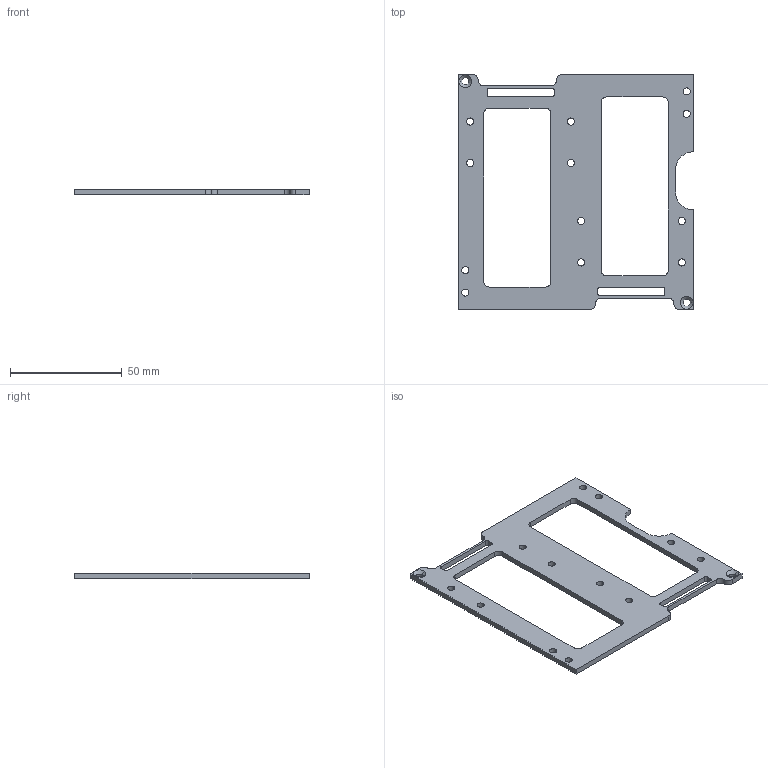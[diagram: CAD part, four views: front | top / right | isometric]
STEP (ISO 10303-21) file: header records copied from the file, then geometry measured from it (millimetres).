
FILE_DESCRIPTION (( 'STEP AP214' ), '1' );
FILE_NAME ('萇喀碟抯啣2.STEP', '2024-07-23T13:49:59', ( '' ), ( '' ), 'SwSTEP 2.0', 'SolidWorks 2021', '' );
FILE_SCHEMA (( 'AUTOMOTIVE_DESIGN' ));
Length unit declared in the file: millimetre
Products named in the file (1): 萇喀碟抯啣2
Bounding box: 105 x 105 x 2.5 mm (x, y, z)
Volume: 13364.2 mm3; surface area: 13560.9 mm2
Topology: 1 solids, 1 shells, 86 faces, 248 edges, 164 vertices
Faces by surface type: cylinder 54, plane 28, cone 4
Entity records: 2978 total; most frequent: DIRECTION 534, CARTESIAN_POINT 499, ORIENTED_EDGE 496, EDGE_CURVE 248, AXIS2_PLACEMENT_3D 199, VERTEX_POINT 164, LINE 136, VECTOR 136
